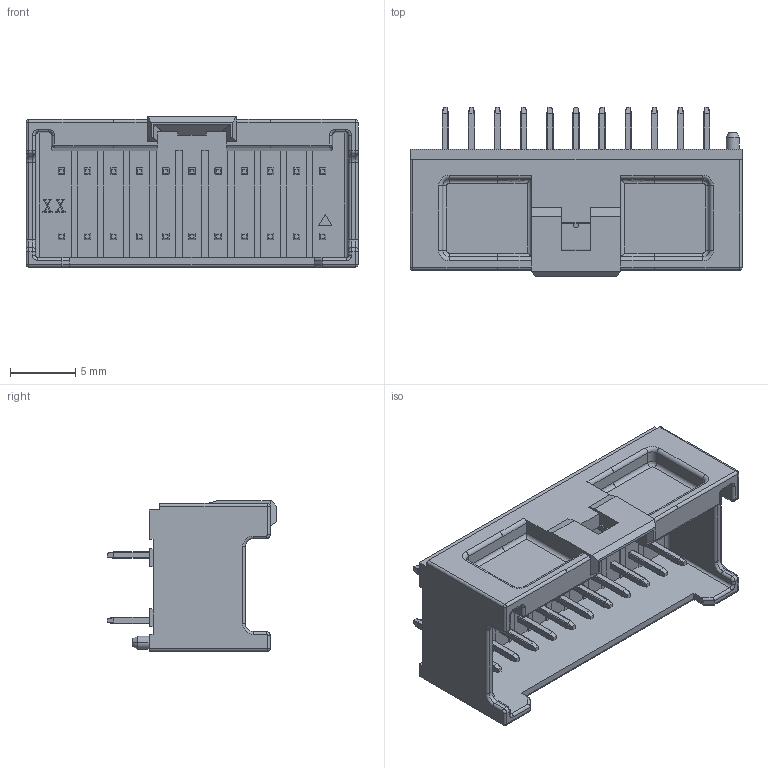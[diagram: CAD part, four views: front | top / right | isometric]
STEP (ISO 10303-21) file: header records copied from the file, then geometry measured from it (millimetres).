
FILE_DESCRIPTION( ('This file contains a STEP AP42 implementation' ,'as created by ZW3D STEP Interface translator.') ,'2;1' );
FILE_NAME( 'WF2007-2WS11W01.stp' ,'24 1 2.173618', (''), ('ZWCAD Software Co.'), 'Version 1.0', 'ZW3D to STEP translator', '' );
FILE_SCHEMA(('AUTOMOTIVE_DESIGN { 1 0 10303 214 1 1 1 1 }'));
Length unit declared in the file: millimetre
Products named in the file (2): 0; WF2007-2WS11W01
Bounding box: 25.4 x 12.95 x 11.5 mm (x, y, z)
Volume: 943.1 mm3; surface area: 2165.4 mm2
Topology: 1 solids, 1 shells, 1215 faces, 3050 edges, 1732 vertices
Faces by surface type: plane 700, cylinder 259, bspline 230, torus 14, sphere 6, cone 6
Entity records: 36498 total; most frequent: CARTESIAN_POINT 8890, ORIENTED_EDGE 5748, DIRECTION 4918, EDGE_CURVE 2874, VECTOR 2248, LINE 2248, VERTEX_POINT 1732, AXIS2_PLACEMENT_3D 1335
